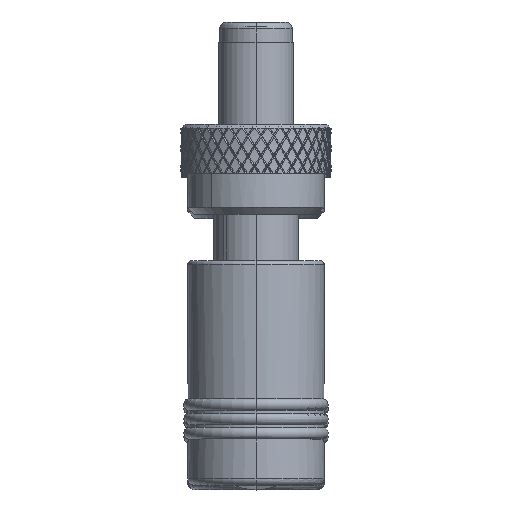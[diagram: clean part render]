
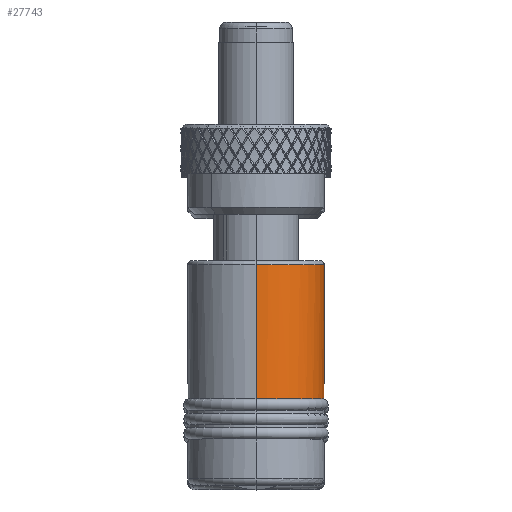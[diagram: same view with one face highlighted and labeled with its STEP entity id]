
A CAD part, top view. The second image highlights one B-rep face of the part: STEP entity #27743.
In plain terms, the highlighted cylindrical face has radius 5 mm (diameter 10 mm), a partial arc.
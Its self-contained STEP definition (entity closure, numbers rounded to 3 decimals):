
#410 = ORIENTED_EDGE ( 'NONE', *, *, #74107, .T. ) ;
#1209 = EDGE_CURVE ( 'NONE', #20109, #13061, #38194, .T. ) ;
#1536 = CARTESIAN_POINT ( 'NONE',  ( 16.2, 0., 0. ) ) ;
#3117 = DIRECTION ( 'NONE',  ( 1., 0., 0. ) ) ;
#6844 = CIRCLE ( 'NONE', #56405, 5. ) ;
#6985 = VERTEX_POINT ( 'NONE', #19225 ) ;
#7201 = DIRECTION ( 'NONE',  ( 1., 0., 0. ) ) ;
#7339 = CARTESIAN_POINT ( 'NONE',  ( 16.2, 0., -5. ) ) ;
#7515 = DIRECTION ( 'NONE',  ( 0., 0., -1. ) ) ;
#8421 = ORIENTED_EDGE ( 'NONE', *, *, #30923, .T. ) ;
#8765 = ORIENTED_EDGE ( 'NONE', *, *, #12709, .T. ) ;
#10499 = CARTESIAN_POINT ( 'NONE',  ( 8.498, 0.161, 4.998 ) ) ;
#11515 = EDGE_CURVE ( 'NONE', #71130, #31941, #15139, .T. ) ;
#11897 = VERTEX_POINT ( 'NONE', #35136 ) ;
#12709 = EDGE_CURVE ( 'NONE', #31941, #13061, #57844, .T. ) ;
#13061 = VERTEX_POINT ( 'NONE', #7339 ) ;
#13666 = CARTESIAN_POINT ( 'NONE',  ( 8.372, 1.052, 4.891 ) ) ;
#13928 = DIRECTION ( 'NONE',  ( 1., 0., 0. ) ) ;
#15111 = CARTESIAN_POINT ( 'NONE',  ( 16.5, 0., 5. ) ) ;
#15139 = LINE ( 'NONE', #15111, #70883 ) ;
#16530 = CARTESIAN_POINT ( 'NONE',  ( 8.5, 0., 5. ) ) ;
#17297 = CARTESIAN_POINT ( 'NONE',  ( 8.488, 0.322, 4.99 ) ) ;
#17365 = AXIS2_PLACEMENT_3D ( 'NONE', #65177, #71091, #70336 ) ;
#19176 = DIRECTION ( 'NONE',  ( 0., 0., -1. ) ) ;
#19225 = CARTESIAN_POINT ( 'NONE',  ( 6.374, 3.681, 3.384 ) ) ;
#19395 = CARTESIAN_POINT ( 'NONE',  ( 7.615, 2.619, 4.271 ) ) ;
#19882 = CARTESIAN_POINT ( 'NONE',  ( 8.488, 0.322, 4.99 ) ) ;
#20109 = VERTEX_POINT ( 'NONE', #57199 ) ;
#23068 = ORIENTED_EDGE ( 'NONE', *, *, #33903, .T. ) ;
#25112 = CARTESIAN_POINT ( 'NONE',  ( 7.894, 2.193, 4.496 ) ) ;
#25701 = DIRECTION ( 'NONE',  ( -1., 0., 0. ) ) ;
#27275 = ORIENTED_EDGE ( 'NONE', *, *, #1209, .F. ) ;
#27743 = ADVANCED_FACE ( 'NONE', ( #66528 ), #46972, .T. ) ;
#28897 = AXIS2_PLACEMENT_3D ( 'NONE', #1536, #25701, #7515 ) ;
#29152 = B_SPLINE_CURVE_WITH_KNOTS ( 'NONE', 3,
 ( #31093, #72871, #73389, #60704, #19395, #25112, #61206, #37576, #43330, #48519, #13666, #66712, #67466, #19882 ),
 .UNSPECIFIED., .F., .F.,
 ( 4, 2, 2, 2, 2, 2, 4 ),
 ( 0.009, 0.011, 0.012, 0.012, 0.013, 0.013, 0.014 ),
 .UNSPECIFIED. ) ;
#29792 = ORIENTED_EDGE ( 'NONE', *, *, #11515, .T. ) ;
#30923 = EDGE_CURVE ( 'NONE', #11897, #71130, #48958, .T. ) ;
#31093 = CARTESIAN_POINT ( 'NONE',  ( 6.374, 3.681, 3.384 ) ) ;
#31941 = VERTEX_POINT ( 'NONE', #34205 ) ;
#33903 = EDGE_CURVE ( 'NONE', #20109, #6985, #6844, .T. ) ;
#34205 = CARTESIAN_POINT ( 'NONE',  ( 16.2, 0., 5. ) ) ;
#34519 = CARTESIAN_POINT ( 'NONE',  ( 8.5, 0., 5. ) ) ;
#35136 = CARTESIAN_POINT ( 'NONE',  ( 8.488, 0.322, 4.99 ) ) ;
#37576 = CARTESIAN_POINT ( 'NONE',  ( 8.135, 1.732, 4.694 ) ) ;
#38194 = LINE ( 'NONE', #65658, #44714 ) ;
#41493 = EDGE_LOOP ( 'NONE', ( #8421, #29792, #8765, #27275, #23068, #410 ) ) ;
#43330 = CARTESIAN_POINT ( 'NONE',  ( 8.205, 1.566, 4.752 ) ) ;
#44714 = VECTOR ( 'NONE', #13928, 1000. ) ;
#46972 = CYLINDRICAL_SURFACE ( 'NONE', #17365, 5. ) ;
#48519 = CARTESIAN_POINT ( 'NONE',  ( 8.323, 1.226, 4.851 ) ) ;
#48958 = B_SPLINE_CURVE_WITH_KNOTS ( 'NONE', 3,
 ( #17297, #75700, #10499, #52124, #16530 ),
 .UNSPECIFIED., .F., .F.,
 ( 4, 1, 4 ),
 ( 0.014, 0.014, 0.014 ),
 .UNSPECIFIED. ) ;
#52124 = CARTESIAN_POINT ( 'NONE',  ( 8.5, 0.054, 5. ) ) ;
#54792 = CARTESIAN_POINT ( 'NONE',  ( 6.374, 0., 0. ) ) ;
#56405 = AXIS2_PLACEMENT_3D ( 'NONE', #54792, #7201, #19176 ) ;
#57199 = CARTESIAN_POINT ( 'NONE',  ( 6.374, 0., -5. ) ) ;
#57844 = CIRCLE ( 'NONE', #28897, 5. ) ;
#60704 = CARTESIAN_POINT ( 'NONE',  ( 7.396, 2.876, 4.1 ) ) ;
#61206 = CARTESIAN_POINT ( 'NONE',  ( 7.98, 2.045, 4.566 ) ) ;
#65177 = CARTESIAN_POINT ( 'NONE',  ( 16.5, 0., 0. ) ) ;
#65658 = CARTESIAN_POINT ( 'NONE',  ( 16.5, 0., -5. ) ) ;
#66528 = FACE_OUTER_BOUND ( 'NONE', #41493, .T. ) ;
#66712 = CARTESIAN_POINT ( 'NONE',  ( 8.447, 0.694, 4.955 ) ) ;
#67466 = CARTESIAN_POINT ( 'NONE',  ( 8.474, 0.508, 4.978 ) ) ;
#70336 = DIRECTION ( 'NONE',  ( 0., 0., -1. ) ) ;
#70883 = VECTOR ( 'NONE', #3117, 1000. ) ;
#71091 = DIRECTION ( 'NONE',  ( 1., 0., 0. ) ) ;
#71130 = VERTEX_POINT ( 'NONE', #34519 ) ;
#72871 = CARTESIAN_POINT ( 'NONE',  ( 6.658, 3.517, 3.562 ) ) ;
#73389 = CARTESIAN_POINT ( 'NONE',  ( 6.92, 3.323, 3.747 ) ) ;
#74107 = EDGE_CURVE ( 'NONE', #6985, #11897, #29152, .T. ) ;
#75700 = CARTESIAN_POINT ( 'NONE',  ( 8.492, 0.268, 4.993 ) ) ;
